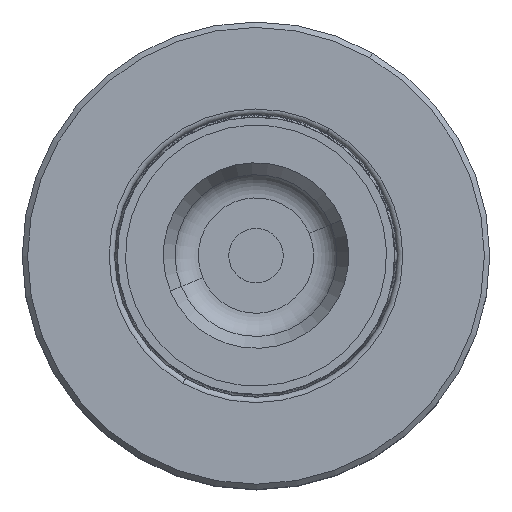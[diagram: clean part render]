
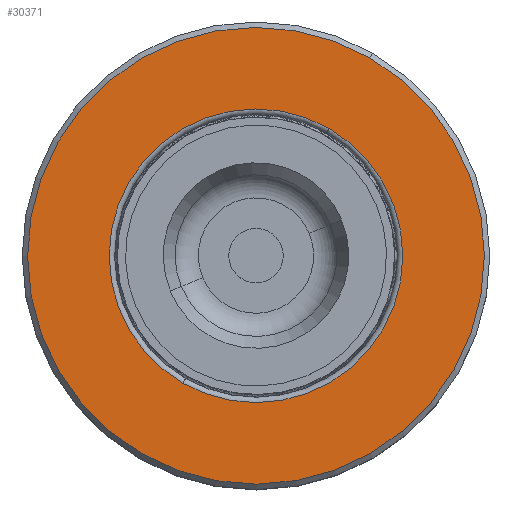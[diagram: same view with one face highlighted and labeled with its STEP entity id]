
A CAD part, top view. The second image highlights one B-rep face of the part: STEP entity #30371.
In plain terms, the highlighted face is planar.
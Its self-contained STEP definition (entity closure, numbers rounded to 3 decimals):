
#1175 = AXIS2_PLACEMENT_3D ( 'NONE', #37352, #12872, #25211 ) ;
#2830 = DIRECTION ( 'NONE',  ( 0., 0., -1. ) ) ;
#2858 = CARTESIAN_POINT ( 'NONE',  ( 0., 10.687, 13.5 ) ) ;
#5110 = DIRECTION ( 'NONE',  ( 0., 0., 1. ) ) ;
#6709 = EDGE_CURVE ( 'NONE', #31081, #23101, #23413, .T. ) ;
#8312 = DIRECTION ( 'NONE',  ( 0., 0., -1. ) ) ;
#8719 = CARTESIAN_POINT ( 'NONE',  ( 0., 10.687, 0. ) ) ;
#11456 = VERTEX_POINT ( 'NONE', #15193 ) ;
#11936 = EDGE_CURVE ( 'NONE', #38138, #11456, #38639, .T. ) ;
#12872 = DIRECTION ( 'NONE',  ( 0., -1., 0. ) ) ;
#14747 = DIRECTION ( 'NONE',  ( 0., -1., 0. ) ) ;
#15193 = CARTESIAN_POINT ( 'NONE',  ( 0., 10.687, -21. ) ) ;
#15690 = CIRCLE ( 'NONE', #1175, 21. ) ;
#15760 = CIRCLE ( 'NONE', #16631, 13.5 ) ;
#16631 = AXIS2_PLACEMENT_3D ( 'NONE', #8719, #14747, #8312 ) ;
#17604 = EDGE_LOOP ( 'NONE', ( #20999, #36536 ) ) ;
#18270 = FACE_OUTER_BOUND ( 'NONE', #17604, .T. ) ;
#18706 = AXIS2_PLACEMENT_3D ( 'NONE', #23075, #26503, #5110 ) ;
#18903 = AXIS2_PLACEMENT_3D ( 'NONE', #29605, #23414, #2830 ) ;
#18941 = ORIENTED_EDGE ( 'NONE', *, *, #6709, .T. ) ;
#20000 = AXIS2_PLACEMENT_3D ( 'NONE', #38480, #26620, #33228 ) ;
#20999 = ORIENTED_EDGE ( 'NONE', *, *, #24417, .F. ) ;
#21694 = EDGE_CURVE ( 'NONE', #23101, #31081, #15760, .T. ) ;
#22126 = ORIENTED_EDGE ( 'NONE', *, *, #21694, .T. ) ;
#23075 = CARTESIAN_POINT ( 'NONE',  ( 21., 10.687, 0. ) ) ;
#23101 = VERTEX_POINT ( 'NONE', #36534 ) ;
#23413 = CIRCLE ( 'NONE', #18903, 13.5 ) ;
#23414 = DIRECTION ( 'NONE',  ( 0., -1., 0. ) ) ;
#24417 = EDGE_CURVE ( 'NONE', #11456, #38138, #15690, .T. ) ;
#25211 = DIRECTION ( 'NONE',  ( 0., 0., -1. ) ) ;
#26503 = DIRECTION ( 'NONE',  ( 0., 1., 0. ) ) ;
#26620 = DIRECTION ( 'NONE',  ( 0., -1., 0. ) ) ;
#29274 = PLANE ( 'NONE',  #18706 ) ;
#29605 = CARTESIAN_POINT ( 'NONE',  ( 0., 10.687, 0. ) ) ;
#30371 = ADVANCED_FACE ( 'NONE', ( #35768, #18270 ), #29274, .T. ) ;
#30589 = CARTESIAN_POINT ( 'NONE',  ( 0., 10.687, 21. ) ) ;
#31081 = VERTEX_POINT ( 'NONE', #2858 ) ;
#33228 = DIRECTION ( 'NONE',  ( 0., 0., -1. ) ) ;
#35768 = FACE_BOUND ( 'NONE', #35792, .T. ) ;
#35792 = EDGE_LOOP ( 'NONE', ( #22126, #18941 ) ) ;
#36534 = CARTESIAN_POINT ( 'NONE',  ( 0., 10.687, -13.5 ) ) ;
#36536 = ORIENTED_EDGE ( 'NONE', *, *, #11936, .F. ) ;
#37352 = CARTESIAN_POINT ( 'NONE',  ( 0., 10.687, 0. ) ) ;
#38138 = VERTEX_POINT ( 'NONE', #30589 ) ;
#38480 = CARTESIAN_POINT ( 'NONE',  ( 0., 10.687, 0. ) ) ;
#38639 = CIRCLE ( 'NONE', #20000, 21. ) ;
